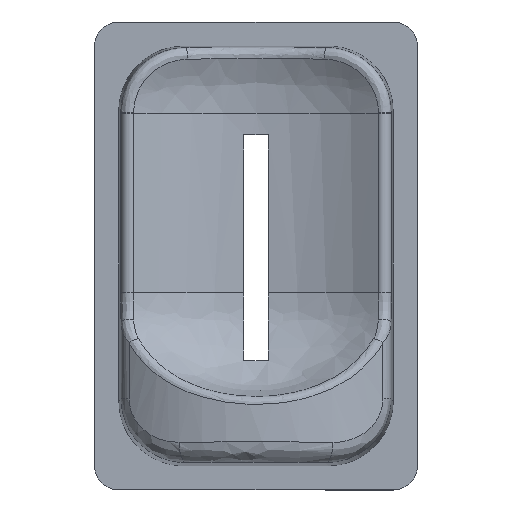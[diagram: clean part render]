
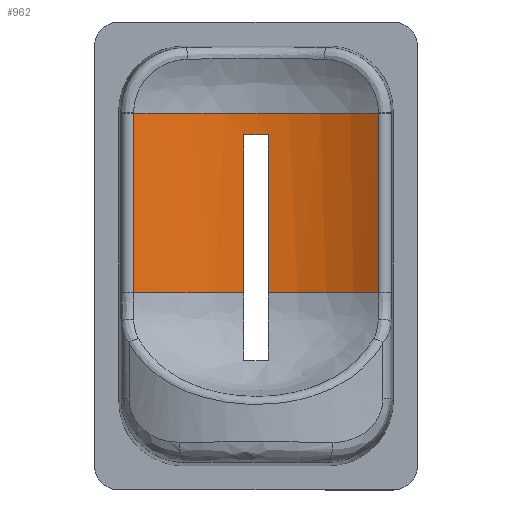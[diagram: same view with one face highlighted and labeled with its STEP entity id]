
A CAD part, top view. The second image highlights one B-rep face of the part: STEP entity #962.
In plain terms, the highlighted cylindrical face has radius 26.201 mm (diameter 52.402 mm), a partial arc.
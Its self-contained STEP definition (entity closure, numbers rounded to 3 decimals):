
#103=CYLINDRICAL_SURFACE('',#1070,26.201);
#156=FACE_OUTER_BOUND('',#215,.T.);
#215=EDGE_LOOP('',(#840,#841,#842,#843,#844,#845,#846,#847));
#252=LINE('',#1431,#310);
#257=LINE('',#1442,#315);
#259=LINE('',#1645,#317);
#262=LINE('',#1747,#320);
#310=VECTOR('',#1195,10.);
#315=VECTOR('',#1206,10.);
#317=VECTOR('',#1232,10.);
#320=VECTOR('',#1245,10.);
#351=CIRCLE('',#1031,26.201);
#353=CIRCLE('',#1034,26.201);
#355=CIRCLE('',#1036,26.201);
#369=CIRCLE('',#1058,26.201);
#415=VERTEX_POINT('',#1428);
#416=VERTEX_POINT('',#1430);
#418=VERTEX_POINT('',#1436);
#419=VERTEX_POINT('',#1441);
#420=VERTEX_POINT('',#1453);
#427=VERTEX_POINT('',#1494);
#435=VERTEX_POINT('',#1643);
#440=VERTEX_POINT('',#1743);
#514=EDGE_CURVE('',#416,#415,#252,.T.);
#517=EDGE_CURVE('',#418,#416,#351,.T.);
#520=EDGE_CURVE('',#419,#418,#257,.T.);
#522=EDGE_CURVE('',#420,#419,#353,.T.);
#530=EDGE_CURVE('',#415,#427,#355,.T.);
#542=EDGE_CURVE('',#435,#427,#259,.T.);
#553=EDGE_CURVE('',#420,#440,#262,.T.);
#574=EDGE_CURVE('',#440,#435,#369,.T.);
#840=ORIENTED_EDGE('',*,*,#514,.T.);
#841=ORIENTED_EDGE('',*,*,#530,.T.);
#842=ORIENTED_EDGE('',*,*,#542,.F.);
#843=ORIENTED_EDGE('',*,*,#574,.F.);
#844=ORIENTED_EDGE('',*,*,#553,.F.);
#845=ORIENTED_EDGE('',*,*,#522,.T.);
#846=ORIENTED_EDGE('',*,*,#520,.T.);
#847=ORIENTED_EDGE('',*,*,#517,.T.);
#962=ADVANCED_FACE('',(#156),#103,.F.);
#1031=AXIS2_PLACEMENT_3D('',#1437,#1200,#1201);
#1034=AXIS2_PLACEMENT_3D('',#1454,#1209,#1210);
#1036=AXIS2_PLACEMENT_3D('',#1499,#1213,#1214);
#1058=AXIS2_PLACEMENT_3D('',#1961,#1267,#1268);
#1070=AXIS2_PLACEMENT_3D('',#2080,#1298,#1299);
#1195=DIRECTION('',(0.,-1.,0.));
#1200=DIRECTION('center_axis',(0.,-1.,0.));
#1201=DIRECTION('ref_axis',(0.637,0.,-0.771));
#1206=DIRECTION('',(0.,1.,0.));
#1209=DIRECTION('center_axis',(0.,-1.,0.));
#1210=DIRECTION('ref_axis',(0.637,0.,-0.771));
#1213=DIRECTION('center_axis',(0.,-1.,0.));
#1214=DIRECTION('ref_axis',(0.637,0.,-0.771));
#1232=DIRECTION('',(0.,-1.,0.));
#1245=DIRECTION('',(0.,1.,0.));
#1267=DIRECTION('center_axis',(0.,-1.,0.));
#1268=DIRECTION('ref_axis',(0.637,0.,-0.771));
#1298=DIRECTION('center_axis',(0.,-1.,0.));
#1299=DIRECTION('ref_axis',(0.637,0.,-0.771));
#1428=CARTESIAN_POINT('',(1.5,21.428,3.043));
#1430=CARTESIAN_POINT('',(1.5,41.,3.043));
#1431=CARTESIAN_POINT('',(1.5,43.686,3.043));
#1436=CARTESIAN_POINT('',(-1.5,41.,3.043));
#1437=CARTESIAN_POINT('Origin',(0.,41.,29.201));
#1441=CARTESIAN_POINT('',(-1.5,21.428,3.043));
#1442=CARTESIAN_POINT('',(-1.5,43.686,3.043));
#1453=CARTESIAN_POINT('',(-15.175,21.428,7.842));
#1454=CARTESIAN_POINT('Origin',(0.,21.428,29.201));
#1494=CARTESIAN_POINT('',(15.175,21.428,7.842));
#1499=CARTESIAN_POINT('Origin',(0.,21.428,29.201));
#1643=CARTESIAN_POINT('',(15.175,43.686,7.842));
#1645=CARTESIAN_POINT('',(15.175,43.686,7.842));
#1743=CARTESIAN_POINT('',(-15.175,43.686,7.842));
#1747=CARTESIAN_POINT('',(-15.175,43.686,7.842));
#1961=CARTESIAN_POINT('Origin',(0.,43.686,29.201));
#2080=CARTESIAN_POINT('Origin',(0.,43.686,29.201));
